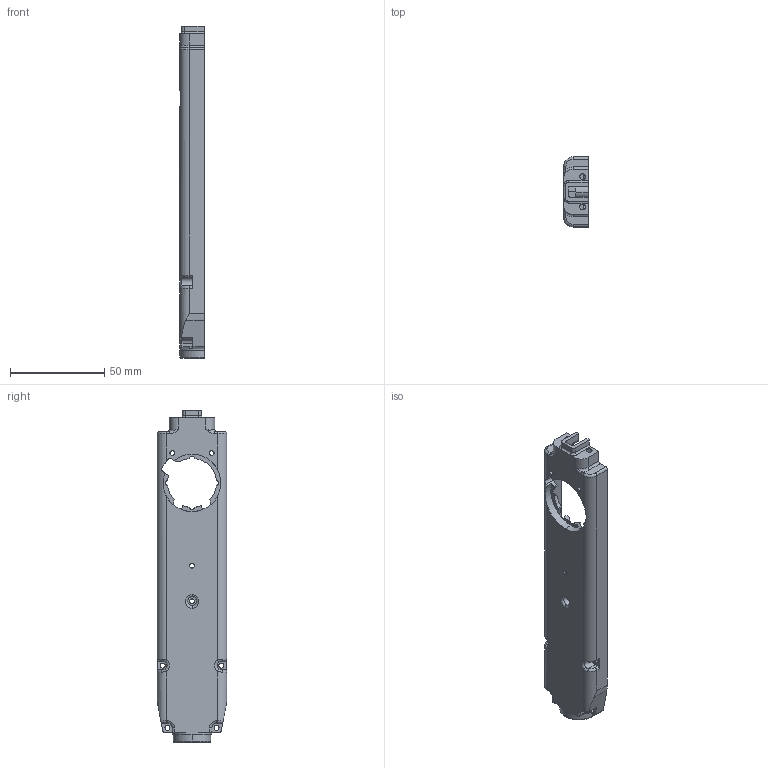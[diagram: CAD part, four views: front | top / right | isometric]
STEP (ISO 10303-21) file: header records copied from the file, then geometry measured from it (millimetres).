
FILE_DESCRIPTION (( 'STEP AP214' ), '1' );
FILE_NAME ('hip_fe_module_shell_base.STEP', '2020-05-13T13:06:45', ( '' ), ( '' ), 'SwSTEP 2.0', 'SolidWorks 2017', '' );
FILE_SCHEMA (( 'AUTOMOTIVE_DESIGN' ));
Length unit declared in the file: millimetre
Products named in the file (1): hip_fe_module_shell_base
Bounding box: 13 x 37 x 175.9 mm (x, y, z)
Volume: 23572.8 mm3; surface area: 22420.9 mm2
Topology: 1 solids, 1 shells, 360 faces, 955 edges, 593 vertices
Faces by surface type: cylinder 170, plane 97, torus 41, bspline 41, cone 7, sphere 4
Entity records: 13162 total; most frequent: CARTESIAN_POINT 4383, ORIENTED_EDGE 1890, DIRECTION 1830, EDGE_CURVE 945, AXIS2_PLACEMENT_3D 722, VERTEX_POINT 593, CIRCLE 402, EDGE_LOOP 390
